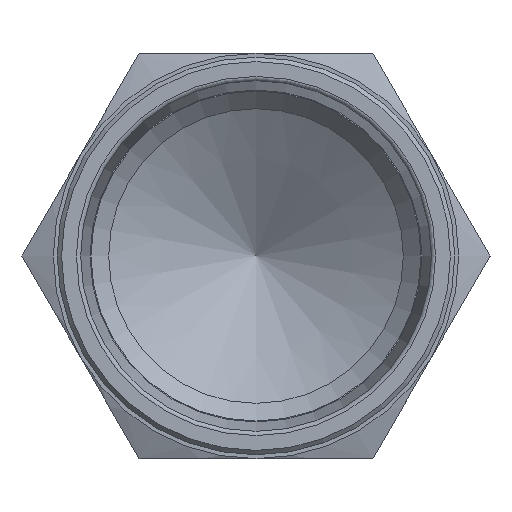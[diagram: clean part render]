
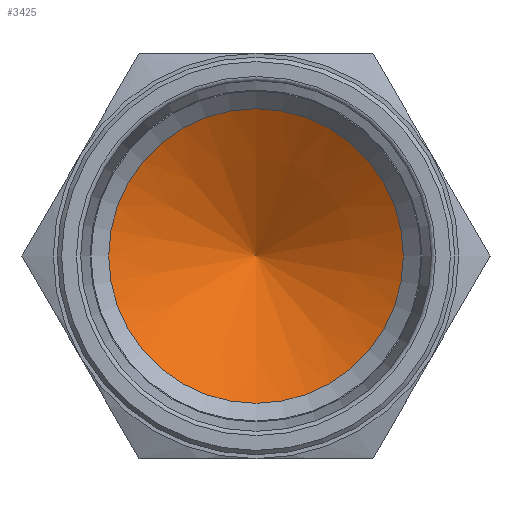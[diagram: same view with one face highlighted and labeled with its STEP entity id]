
A CAD part, left-side view. The second image highlights one B-rep face of the part: STEP entity #3425.
In plain terms, the highlighted conical face has half-angle 59 degrees and reference radius 7.795 mm.
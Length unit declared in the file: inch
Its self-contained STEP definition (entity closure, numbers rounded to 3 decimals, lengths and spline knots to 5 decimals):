
#3402=CARTESIAN_POINT('',(0.69,0.0,0.341));
#3403=VERTEX_POINT('',#3402);
#3404=CARTESIAN_POINT('',(0.69,0.0,0.0));
#3405=DIRECTION('',(-1.0,0.0,0.0));
#3406=DIRECTION('',(0.0,0.0,1.0));
#3407=AXIS2_PLACEMENT_3D('',#3404,#3405,#3406);
#3408=CIRCLE('',#3407,0.341);
#3409=EDGE_CURVE('',#3403,#3403,#3408,.T.);
#3417=CARTESIAN_POINT('',(0.71049,0.,0.));
#3418=DIRECTION('',(-1.0,0.,0.));
#3419=DIRECTION('',(0.,-0.581,-0.814));
#3420=AXIS2_PLACEMENT_3D('',#3417,#3418,#3419);
#3421=CONICAL_SURFACE('',#3420,0.3069,59.);
#3422=ORIENTED_EDGE('',*,*,#3409,.T.);
#3423=EDGE_LOOP('',(#3422));
#3424=FACE_OUTER_BOUND('',#3423,.T.);
#3425=ADVANCED_FACE('',(#3424),#3421,.F.);
